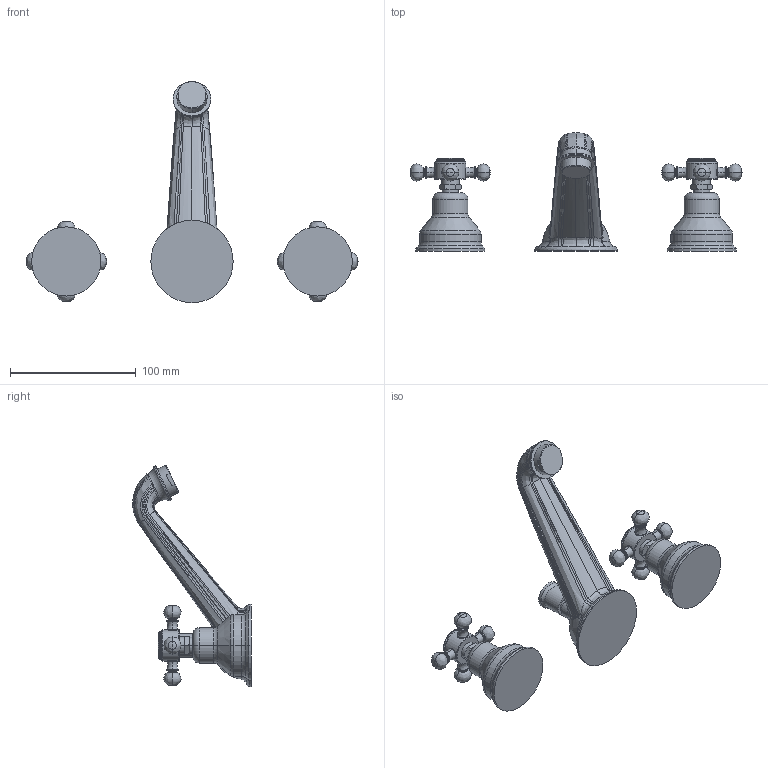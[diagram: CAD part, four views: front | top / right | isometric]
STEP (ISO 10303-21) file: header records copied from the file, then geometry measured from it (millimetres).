
FILE_DESCRIPTION((''),'2;1');
FILE_NAME('VLV058CR','2021-11-11T08:41:25',('ut3'),('PAFFONI SpA'),'CREO PARAMETRIC BY PTC INC, 2020044','CREO PARAMETRIC BY PTC INC, 2020044','');
FILE_SCHEMA(('CONFIG_CONTROL_DESIGN','SHAPE_APPEARANCE_LAYERS_GROUPS'));
Length unit declared in the file: millimetre
Products named in the file (1): VLV058CR
Bounding box: 264.07 x 94.26 x 175.97 mm (x, y, z)
Volume: 302953.1 mm3; surface area: 53633.4 mm2
Topology: 3 solids, 3 shells, 998 faces, 2660 edges, 1673 vertices
Faces by surface type: plane 443, cylinder 292, torus 102, bspline 101, cone 36, sphere 24
Entity records: 44623 total; most frequent: CARTESIAN_POINT 12727, ORIENTED_EDGE 5276, DIRECTION 4712, EDGE_CURVE 2638, AXIS2_PLACEMENT_3D 1799, VERTEX_POINT 1673, FILL_AREA_STYLE_COLOUR 1196, FILL_AREA_STYLE 1196
